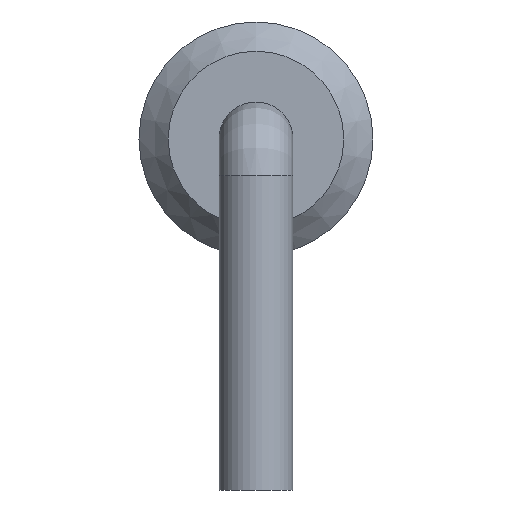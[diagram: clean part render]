
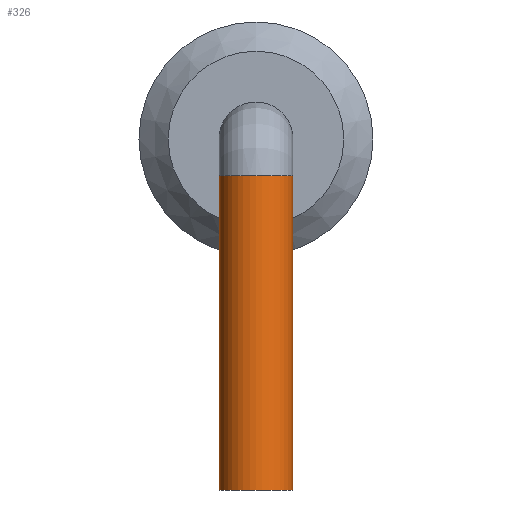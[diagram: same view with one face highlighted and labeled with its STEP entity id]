
A CAD part, left-side view. The second image highlights one B-rep face of the part: STEP entity #326.
In plain terms, the highlighted cylindrical face has radius 0.43 mm (diameter 0.86 mm), a full revolution.
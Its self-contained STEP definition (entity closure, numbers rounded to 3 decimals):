
#213 = VERTEX_POINT('',#214);
#214 = CARTESIAN_POINT('',(0.43,0.,0.93));
#254 = SURFACE_OF_REVOLUTION('',#255,#260);
#255 = CIRCLE('',#256,0.43);
#256 = AXIS2_PLACEMENT_3D('',#257,#258,#259);
#257 = CARTESIAN_POINT('',(0.86,0.,0.93));
#258 = DIRECTION('',(0.,0.,-1.));
#259 = DIRECTION('',(1.,0.,0.));
#260 = AXIS1_PLACEMENT('',#261,#262);
#261 = CARTESIAN_POINT('',(0.43,0.,0.93));
#262 = DIRECTION('',(0.,-1.,0.));
#301 = EDGE_CURVE('',#213,#213,#302,.T.);
#302 = SURFACE_CURVE('',#303,(#308,#315),.PCURVE_S1.);
#303 = CIRCLE('',#304,0.43);
#304 = AXIS2_PLACEMENT_3D('',#305,#306,#307);
#305 = CARTESIAN_POINT('',(0.,0.,0.93));
#306 = DIRECTION('',(0.,0.,1.));
#307 = DIRECTION('',(-1.,0.,0.));
#308 = PCURVE('',#254,#309);
#309 = DEFINITIONAL_REPRESENTATION('',(#310),#314);
#310 = LINE('',#311,#312);
#311 = CARTESIAN_POINT('',(3.142,0.));
#312 = VECTOR('',#313,1.);
#313 = DIRECTION('',(0.,1.));
#314 = ( GEOMETRIC_REPRESENTATION_CONTEXT(2) 
PARAMETRIC_REPRESENTATION_CONTEXT() REPRESENTATION_CONTEXT('2D SPACE',''
  ) );
#315 = PCURVE('',#316,#321);
#316 = CYLINDRICAL_SURFACE('',#317,0.43);
#317 = AXIS2_PLACEMENT_3D('',#318,#319,#320);
#318 = CARTESIAN_POINT('',(0.,0.,0.93));
#319 = DIRECTION('',(0.,0.,-1.));
#320 = DIRECTION('',(1.,0.,0.));
#321 = DEFINITIONAL_REPRESENTATION('',(#322),#325);
#322 = B_SPLINE_CURVE_WITH_KNOTS('',1,(#323,#324),.UNSPECIFIED.,.F.,.F.,
  (2,2),(3.142,9.425),.PIECEWISE_BEZIER_KNOTS.);
#323 = CARTESIAN_POINT('',(6.283,0.));
#324 = CARTESIAN_POINT('',(0.,0.));
#325 = ( GEOMETRIC_REPRESENTATION_CONTEXT(2) 
PARAMETRIC_REPRESENTATION_CONTEXT() REPRESENTATION_CONTEXT('2D SPACE',''
  ) );
#326 = ADVANCED_FACE('',(#327),#316,.T.);
#327 = FACE_BOUND('',#328,.T.);
#328 = EDGE_LOOP('',(#329,#351,#378,#379));
#329 = ORIENTED_EDGE('',*,*,#330,.T.);
#330 = EDGE_CURVE('',#213,#331,#333,.T.);
#331 = VERTEX_POINT('',#332);
#332 = CARTESIAN_POINT('',(0.43,0.,-2.72));
#333 = SEAM_CURVE('',#334,(#338,#344),.PCURVE_S1.);
#334 = LINE('',#335,#336);
#335 = CARTESIAN_POINT('',(0.43,0.,0.93));
#336 = VECTOR('',#337,1.);
#337 = DIRECTION('',(0.,0.,-1.));
#338 = PCURVE('',#316,#339);
#339 = DEFINITIONAL_REPRESENTATION('',(#340),#343);
#340 = B_SPLINE_CURVE_WITH_KNOTS('',1,(#341,#342),.UNSPECIFIED.,.F.,.F.,
  (2,2),(0.,3.65),.PIECEWISE_BEZIER_KNOTS.);
#341 = CARTESIAN_POINT('',(6.283,0.));
#342 = CARTESIAN_POINT('',(6.283,3.65));
#343 = ( GEOMETRIC_REPRESENTATION_CONTEXT(2) 
PARAMETRIC_REPRESENTATION_CONTEXT() REPRESENTATION_CONTEXT('2D SPACE',''
  ) );
#344 = PCURVE('',#316,#345);
#345 = DEFINITIONAL_REPRESENTATION('',(#346),#350);
#346 = LINE('',#347,#348);
#347 = CARTESIAN_POINT('',(0.,0.));
#348 = VECTOR('',#349,1.);
#349 = DIRECTION('',(0.,1.));
#350 = ( GEOMETRIC_REPRESENTATION_CONTEXT(2) 
PARAMETRIC_REPRESENTATION_CONTEXT() REPRESENTATION_CONTEXT('2D SPACE',''
  ) );
#351 = ORIENTED_EDGE('',*,*,#352,.F.);
#352 = EDGE_CURVE('',#331,#331,#353,.T.);
#353 = SURFACE_CURVE('',#354,(#359,#366),.PCURVE_S1.);
#354 = CIRCLE('',#355,0.43);
#355 = AXIS2_PLACEMENT_3D('',#356,#357,#358);
#356 = CARTESIAN_POINT('',(0.,0.,-2.72));
#357 = DIRECTION('',(0.,0.,-1.));
#358 = DIRECTION('',(1.,0.,0.));
#359 = PCURVE('',#316,#360);
#360 = DEFINITIONAL_REPRESENTATION('',(#361),#365);
#361 = LINE('',#362,#363);
#362 = CARTESIAN_POINT('',(0.,3.65));
#363 = VECTOR('',#364,1.);
#364 = DIRECTION('',(1.,0.));
#365 = ( GEOMETRIC_REPRESENTATION_CONTEXT(2) 
PARAMETRIC_REPRESENTATION_CONTEXT() REPRESENTATION_CONTEXT('2D SPACE',''
  ) );
#366 = PCURVE('',#367,#372);
#367 = PLANE('',#368);
#368 = AXIS2_PLACEMENT_3D('',#369,#370,#371);
#369 = CARTESIAN_POINT('',(0.,0.,-2.72
    ));
#370 = DIRECTION('',(0.,0.,-1.));
#371 = DIRECTION('',(0.,-1.,0.));
#372 = DEFINITIONAL_REPRESENTATION('',(#373),#377);
#373 = CIRCLE('',#374,0.43);
#374 = AXIS2_PLACEMENT_2D('',#375,#376);
#375 = CARTESIAN_POINT('',(0.,0.));
#376 = DIRECTION('',(0.,-1.));
#377 = ( GEOMETRIC_REPRESENTATION_CONTEXT(2) 
PARAMETRIC_REPRESENTATION_CONTEXT() REPRESENTATION_CONTEXT('2D SPACE',''
  ) );
#378 = ORIENTED_EDGE('',*,*,#330,.F.);
#379 = ORIENTED_EDGE('',*,*,#301,.F.);
